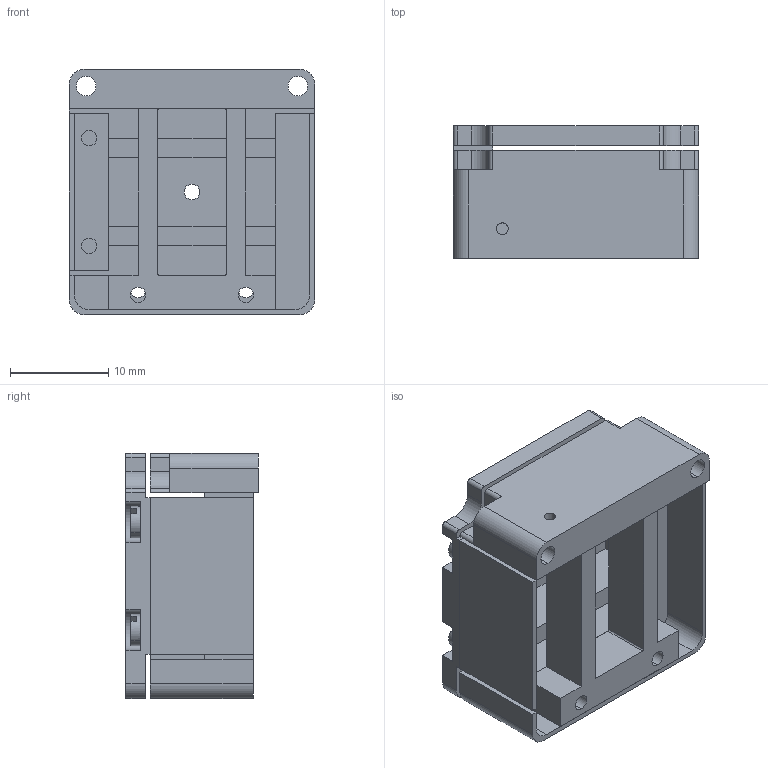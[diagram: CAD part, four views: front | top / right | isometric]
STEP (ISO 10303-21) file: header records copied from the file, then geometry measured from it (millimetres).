
FILE_DESCRIPTION (( 'STEP AP214' ), '1' );
FILE_NAME ('Scanner25-XY_web - EndUser.STEP', '2021-09-17T05:27:25', ( '' ), ( '' ), 'SwSTEP 2.0', 'SolidWorks 2020', '' );
FILE_SCHEMA (( 'AUTOMOTIVE_DESIGN' ));
Length unit declared in the file: millimetre
Products named in the file (5): 葩璃 M2-D3.2L4.5T1.0^Scanner25-XY_web - EndUser; 葩璃 proposal2_part2^Scanner25-XY_web - EndUser; 葩璃 proposal2_part3^Scanner25-XY_web - EndUser; 葩璃 proposal2_part1^Scanner25-XY_web - EndUser; Scanner25-XY_web - EndUser
Assembly tree (5 placements, depth 2):
  Scanner25-XY_web - EndUser
    葩璃 proposal2_part1^Scanner25-XY_web - EndUser
    葩璃 proposal2_part2^Scanner25-XY_web - EndUser
    葩璃 proposal2_part3^Scanner25-XY_web - EndUser
    葩璃 M2-D3.2L4.5T1.0^Scanner25-XY_web - EndUser  x2
Bounding box: 25 x 13.5 x 25 mm (x, y, z)
Volume: 4466.3 mm3; surface area: 5699.5 mm2
Topology: 5 solids, 5 shells, 168 faces, 459 edges, 304 vertices
Faces by surface type: plane 86, cylinder 78, cone 4
Entity records: 5587 total; most frequent: DIRECTION 911, CARTESIAN_POINT 880, ORIENTED_EDGE 862, EDGE_CURVE 431, AXIS2_PLACEMENT_3D 317, VERTEX_POINT 286, VECTOR 277, LINE 277
